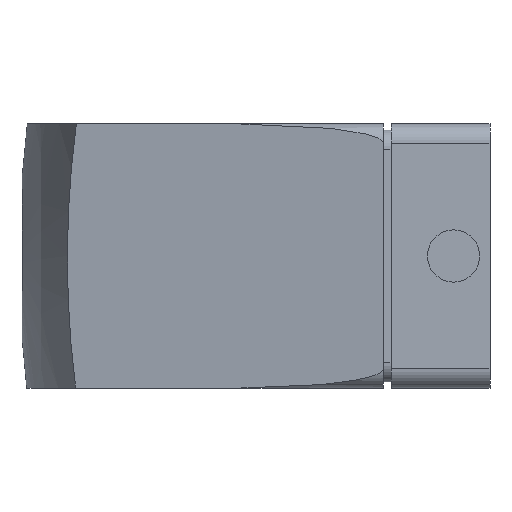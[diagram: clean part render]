
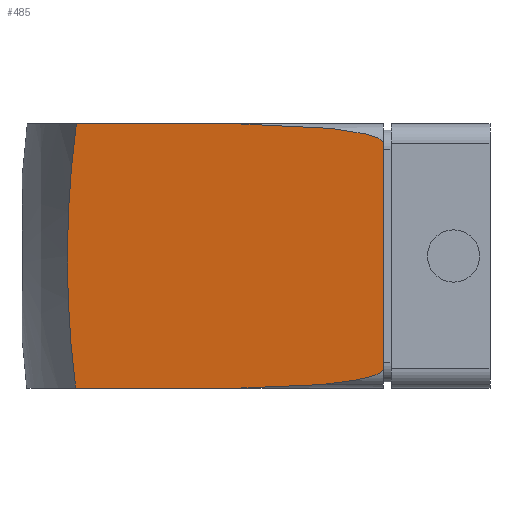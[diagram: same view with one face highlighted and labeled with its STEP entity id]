
A CAD part, left-side view. The second image highlights one B-rep face of the part: STEP entity #485.
In plain terms, the highlighted planar face has unit normal (-0.991, 0.134, 0).
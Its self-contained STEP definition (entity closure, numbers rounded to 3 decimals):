
#146 = CARTESIAN_POINT ( 'NONE',  ( 3.2, 41.187, 0. ) ) ;
#168 = CARTESIAN_POINT ( 'NONE',  ( 0., 17.55, 3.2 ) ) ;
#169 = CARTESIAN_POINT ( 'NONE',  ( 6.861, 68.229, 0. ) ) ;
#170 = CARTESIAN_POINT ( 'NONE',  ( 3.2, 41.187, 43.5 ) ) ;
#172 = CARTESIAN_POINT ( 'NONE',  ( 0., 17.55, 40.3 ) ) ;
#173 = CARTESIAN_POINT ( 'NONE',  ( 6.847, 68.127, 43.5 ) ) ;
#190 = DIRECTION ( 'NONE',  ( 0.134, 0.991, 0. ) ) ;
#191 = CARTESIAN_POINT ( 'NONE',  ( 0., 17.55, 43.5 ) ) ;
#328 = EDGE_CURVE ( 'NONE', #573, #546, #1185, .T. ) ;
#366 = EDGE_CURVE ( 'NONE', #547, #543, #1209, .T. ) ;
#400 = EDGE_CURVE ( 'NONE', #542, #546, #1354, .T. ) ;
#404 = EDGE_CURVE ( 'NONE', #545, #543, #1257, .T. ) ;
#411 = EDGE_CURVE ( 'NONE', #547, #573, #1262, .T. ) ;
#485 = ADVANCED_FACE ( 'NONE', ( #1579 ), #2838, .F. ) ;
#528 = EDGE_CURVE ( 'NONE', #545, #542, #1635, .T. ) ;
#542 = VERTEX_POINT ( 'NONE', #173 ) ;
#543 = VERTEX_POINT ( 'NONE', #172 ) ;
#545 = VERTEX_POINT ( 'NONE', #170 ) ;
#546 = VERTEX_POINT ( 'NONE', #169 ) ;
#547 = VERTEX_POINT ( 'NONE', #168 ) ;
#573 = VERTEX_POINT ( 'NONE', #146 ) ;
#687 = ORIENTED_EDGE ( 'NONE', *, *, #411, .F. ) ;
#688 = ORIENTED_EDGE ( 'NONE', *, *, #328, .F. ) ;
#689 = ORIENTED_EDGE ( 'NONE', *, *, #528, .T. ) ;
#690 = ORIENTED_EDGE ( 'NONE', *, *, #404, .F. ) ;
#691 = ORIENTED_EDGE ( 'NONE', *, *, #366, .T. ) ;
#692 = ORIENTED_EDGE ( 'NONE', *, *, #400, .T. ) ;
#930 = EDGE_LOOP ( 'NONE', ( #691, #690, #689, #692, #688, #687 ) ) ;
#1185 = LINE ( 'NONE', #2044, #1727 ) ;
#1209 = LINE ( 'NONE', #2136, #1341 ) ;
#1257 =( BOUNDED_CURVE ( )  B_SPLINE_CURVE ( 3, ( #2350, #2351, #2352, #2353 ),
 .UNSPECIFIED., .F., .T. ) 
 B_SPLINE_CURVE_WITH_KNOTS ( ( 4, 4 ),
 ( 4.712, 6.283 ),
 .UNSPECIFIED. ) 
 CURVE ( )  GEOMETRIC_REPRESENTATION_ITEM ( )  RATIONAL_B_SPLINE_CURVE ( ( 1., 0.805, 0.805, 1. ) ) 
 REPRESENTATION_ITEM ( '' )  );
#1262 =( BOUNDED_CURVE ( )  B_SPLINE_CURVE ( 3, ( #2338, #2339, #2340, #2341 ),
 .UNSPECIFIED., .F., .T. ) 
 B_SPLINE_CURVE_WITH_KNOTS ( ( 4, 4 ),
 ( 0., 1.571 ),
 .UNSPECIFIED. ) 
 CURVE ( )  GEOMETRIC_REPRESENTATION_ITEM ( )  RATIONAL_B_SPLINE_CURVE ( ( 1., 0.805, 0.805, 1. ) ) 
 REPRESENTATION_ITEM ( '' )  );
#1281 = VECTOR ( 'NONE', #190, 1000. ) ;
#1341 = VECTOR ( 'NONE', #2137, 1000. ) ;
#1354 = CIRCLE ( 'NONE', #1369, 165.382 ) ;
#1369 = AXIS2_PLACEMENT_3D ( 'NONE', #2507, #2508, #2509 ) ;
#1377 = AXIS2_PLACEMENT_3D ( 'NONE', #2836, #2833, #2831 ) ;
#1579 = FACE_OUTER_BOUND ( 'NONE', #930, .T. ) ;
#1635 = LINE ( 'NONE', #191, #1281 ) ;
#1727 = VECTOR ( 'NONE', #2045, 1000. ) ;
#2044 = CARTESIAN_POINT ( 'NONE',  ( 0., 17.55, 0. ) ) ;
#2045 = DIRECTION ( 'NONE',  ( 0.134, 0.991, 0. ) ) ;
#2136 = CARTESIAN_POINT ( 'NONE',  ( 0., 17.55, 3.2 ) ) ;
#2137 = DIRECTION ( 'NONE',  ( 0., 0., 1. ) ) ;
#2338 = CARTESIAN_POINT ( 'NONE',  ( 0., 17.55, 3.2 ) ) ;
#2339 = CARTESIAN_POINT ( 'NONE',  ( 0., 17.55, 1.325 ) ) ;
#2340 = CARTESIAN_POINT ( 'NONE',  ( 1.325, 27.341, 0. ) ) ;
#2341 = CARTESIAN_POINT ( 'NONE',  ( 3.2, 41.187, 0. ) ) ;
#2350 = CARTESIAN_POINT ( 'NONE',  ( 3.2, 41.187, 43.5 ) ) ;
#2351 = CARTESIAN_POINT ( 'NONE',  ( 1.325, 27.341, 43.5 ) ) ;
#2352 = CARTESIAN_POINT ( 'NONE',  ( 0., 17.55, 42.175 ) ) ;
#2353 = CARTESIAN_POINT ( 'NONE',  ( 0., 17.55, 40.3 ) ) ;
#2507 = CARTESIAN_POINT ( 'NONE',  ( -15.141, -94.285, 21.362 ) ) ;
#2508 = DIRECTION ( 'NONE',  ( -0.991, 0.134, 0. ) ) ;
#2509 = DIRECTION ( 'NONE',  ( 0.134, 0.991, 0. ) ) ;
#2831 = DIRECTION ( 'NONE',  ( 0.134, 0.991, 0. ) ) ;
#2833 = DIRECTION ( 'NONE',  ( 0.991, -0.134, 0. ) ) ;
#2836 = CARTESIAN_POINT ( 'NONE',  ( 0., 17.55, 0. ) ) ;
#2838 = PLANE ( 'NONE',  #1377 ) ;
